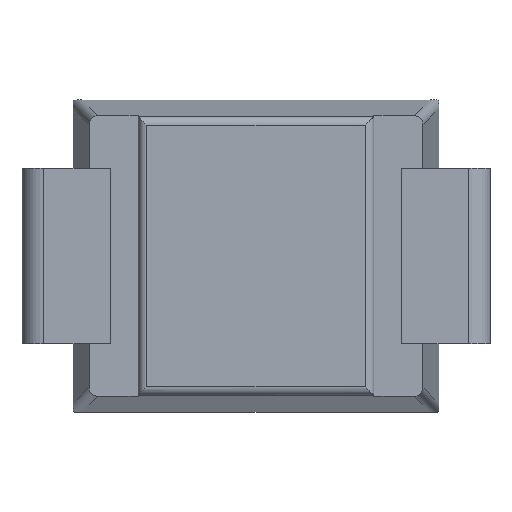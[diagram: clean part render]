
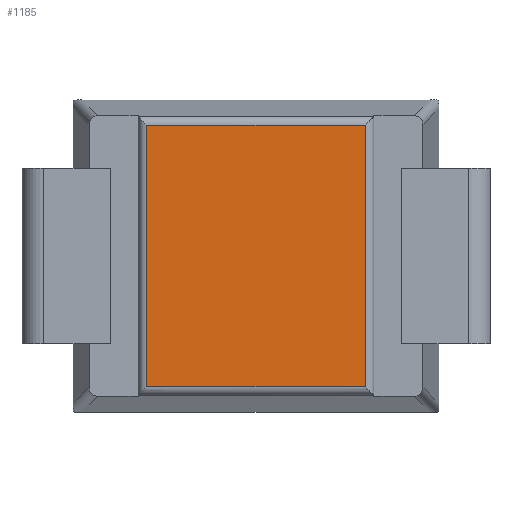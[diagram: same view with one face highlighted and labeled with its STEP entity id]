
A CAD part, front view. The second image highlights one B-rep face of the part: STEP entity #1185.
In plain terms, the highlighted planar face has unit normal (0, -1, 0).
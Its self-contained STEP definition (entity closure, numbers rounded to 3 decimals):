
#72 = DIRECTION ( 'NONE',  ( 0., -1., 0. ) ) ;
#83 = PLANE ( 'NONE',  #2168 ) ;
#85 = EDGE_LOOP ( 'NONE', ( #978, #2025, #538, #878 ) ) ;
#167 = VERTEX_POINT ( 'NONE', #1240 ) ;
#206 = VERTEX_POINT ( 'NONE', #2039 ) ;
#370 = CARTESIAN_POINT ( 'NONE',  ( 1.36, -1.028, -1.51 ) ) ;
#506 = CARTESIAN_POINT ( 'NONE',  ( 1.26, -1.028, 1.8 ) ) ;
#538 = ORIENTED_EDGE ( 'NONE', *, *, #1103, .T. ) ;
#548 = DIRECTION ( 'NONE',  ( 1., 0., 0. ) ) ;
#696 = LINE ( 'NONE', #1714, #1460 ) ;
#761 = LINE ( 'NONE', #1573, #1852 ) ;
#878 = ORIENTED_EDGE ( 'NONE', *, *, #1689, .T. ) ;
#902 = DIRECTION ( 'NONE',  ( -1., 0., 0. ) ) ;
#964 = VERTEX_POINT ( 'NONE', #2376 ) ;
#978 = ORIENTED_EDGE ( 'NONE', *, *, #1846, .T. ) ;
#1025 = VECTOR ( 'NONE', #1703, 1000. ) ;
#1103 = EDGE_CURVE ( 'NONE', #964, #206, #2320, .T. ) ;
#1185 = ADVANCED_FACE ( 'NONE', ( #1730 ), #83, .T. ) ;
#1193 = CARTESIAN_POINT ( 'NONE',  ( -1.26, -1.028, 1.51 ) ) ;
#1240 = CARTESIAN_POINT ( 'NONE',  ( -1.26, -1.028, -1.51 ) ) ;
#1326 = CARTESIAN_POINT ( 'NONE',  ( 0., -1.028, 1.8 ) ) ;
#1460 = VECTOR ( 'NONE', #902, 1000. ) ;
#1573 = CARTESIAN_POINT ( 'NONE',  ( -1.26, -1.028, -1.594 ) ) ;
#1689 = EDGE_CURVE ( 'NONE', #206, #1837, #696, .T. ) ;
#1703 = DIRECTION ( 'NONE',  ( 0., 0., 1. ) ) ;
#1714 = CARTESIAN_POINT ( 'NONE',  ( 0., -1.028, 1.51 ) ) ;
#1730 = FACE_OUTER_BOUND ( 'NONE', #85, .T. ) ;
#1837 = VERTEX_POINT ( 'NONE', #1193 ) ;
#1846 = EDGE_CURVE ( 'NONE', #1837, #167, #761, .T. ) ;
#1852 = VECTOR ( 'NONE', #2408, 1000. ) ;
#2025 = ORIENTED_EDGE ( 'NONE', *, *, #2102, .T. ) ;
#2039 = CARTESIAN_POINT ( 'NONE',  ( 1.26, -1.028, 1.51 ) ) ;
#2102 = EDGE_CURVE ( 'NONE', #167, #964, #2180, .T. ) ;
#2143 = VECTOR ( 'NONE', #548, 1000. ) ;
#2168 = AXIS2_PLACEMENT_3D ( 'NONE', #1326, #72, #2333 ) ;
#2180 = LINE ( 'NONE', #370, #2143 ) ;
#2320 = LINE ( 'NONE', #506, #1025 ) ;
#2333 = DIRECTION ( 'NONE',  ( 0., 0., -1. ) ) ;
#2376 = CARTESIAN_POINT ( 'NONE',  ( 1.26, -1.028, -1.51 ) ) ;
#2408 = DIRECTION ( 'NONE',  ( 0., 0., -1. ) ) ;
